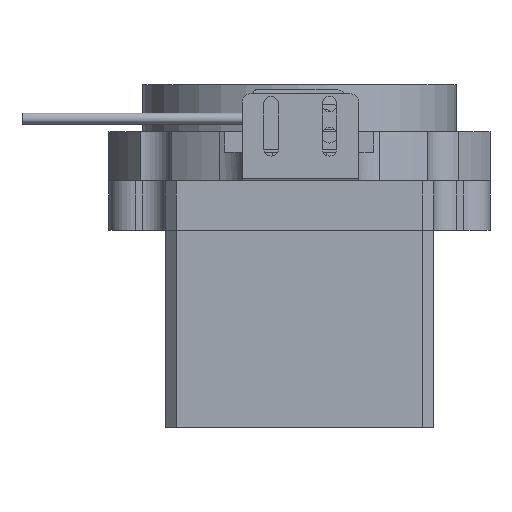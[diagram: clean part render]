
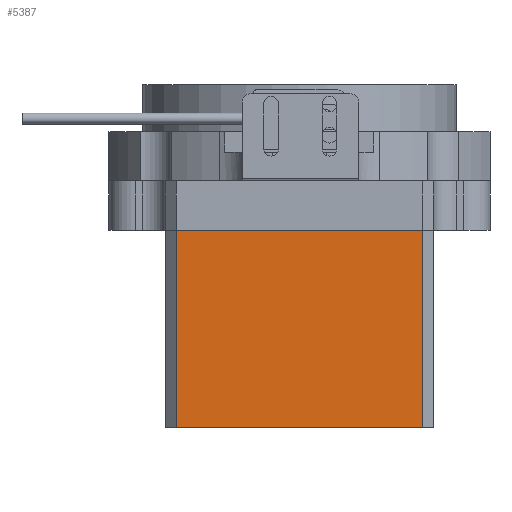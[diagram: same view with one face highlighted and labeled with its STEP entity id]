
A CAD part, front view. The second image highlights one B-rep face of the part: STEP entity #5387.
In plain terms, the highlighted planar face has unit normal (0, -1, 0).
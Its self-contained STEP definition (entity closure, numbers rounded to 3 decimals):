
#270 = CARTESIAN_POINT ( 'NONE',  ( 27.5, -73.3, -42. ) ) ;
#307 = ORIENTED_EDGE ( 'NONE', *, *, #4868, .F. ) ;
#413 = CARTESIAN_POINT ( 'NONE',  ( 27.5, -73.3, 0. ) ) ;
#451 = EDGE_CURVE ( 'NONE', #2359, #5661, #6127, .T. ) ;
#581 = LINE ( 'NONE', #6194, #4324 ) ;
#640 = ORIENTED_EDGE ( 'NONE', *, *, #451, .T. ) ;
#816 = AXIS2_PLACEMENT_3D ( 'NONE', #5081, #5732, #7847 ) ;
#1292 = ORIENTED_EDGE ( 'NONE', *, *, #7684, .F. ) ;
#2217 = LINE ( 'NONE', #2708, #3103 ) ;
#2336 = PLANE ( 'NONE',  #816 ) ;
#2359 = VERTEX_POINT ( 'NONE', #413 ) ;
#2708 = CARTESIAN_POINT ( 'NONE',  ( -27.5, -73.3, -42. ) ) ;
#3103 = VECTOR ( 'NONE', #6863, 1000. ) ;
#3341 = DIRECTION ( 'NONE',  ( -1., 0., 0. ) ) ;
#4285 = FACE_OUTER_BOUND ( 'NONE', #7690, .T. ) ;
#4324 = VECTOR ( 'NONE', #3341, 1000. ) ;
#4405 = CARTESIAN_POINT ( 'NONE',  ( 27.5, -73.3, -44. ) ) ;
#4818 = VECTOR ( 'NONE', #5440, 1000. ) ;
#4835 = VECTOR ( 'NONE', #7686, 1000. ) ;
#4868 = EDGE_CURVE ( 'NONE', #8139, #5661, #2217, .T. ) ;
#5052 = LINE ( 'NONE', #270, #4835 ) ;
#5081 = CARTESIAN_POINT ( 'NONE',  ( 27.5, -73.3, -42. ) ) ;
#5151 = ORIENTED_EDGE ( 'NONE', *, *, #6197, .T. ) ;
#5387 = ADVANCED_FACE ( 'NONE', ( #4285 ), #2336, .F. ) ;
#5413 = VERTEX_POINT ( 'NONE', #4405 ) ;
#5440 = DIRECTION ( 'NONE',  ( -1., 0., 0. ) ) ;
#5661 = VERTEX_POINT ( 'NONE', #6089 ) ;
#5732 = DIRECTION ( 'NONE',  ( 0., 1., 0. ) ) ;
#6089 = CARTESIAN_POINT ( 'NONE',  ( -27.5, -73.3, 0. ) ) ;
#6127 = LINE ( 'NONE', #6923, #4818 ) ;
#6194 = CARTESIAN_POINT ( 'NONE',  ( 27.5, -73.3, -44. ) ) ;
#6197 = EDGE_CURVE ( 'NONE', #5413, #2359, #5052, .T. ) ;
#6842 = CARTESIAN_POINT ( 'NONE',  ( -27.5, -73.3, -44. ) ) ;
#6863 = DIRECTION ( 'NONE',  ( 0., 0., 1. ) ) ;
#6923 = CARTESIAN_POINT ( 'NONE',  ( 27.5, -73.3, 0. ) ) ;
#7684 = EDGE_CURVE ( 'NONE', #5413, #8139, #581, .T. ) ;
#7686 = DIRECTION ( 'NONE',  ( 0., 0., 1. ) ) ;
#7690 = EDGE_LOOP ( 'NONE', ( #5151, #640, #307, #1292 ) ) ;
#7847 = DIRECTION ( 'NONE',  ( 1., 0., 0. ) ) ;
#8139 = VERTEX_POINT ( 'NONE', #6842 ) ;
